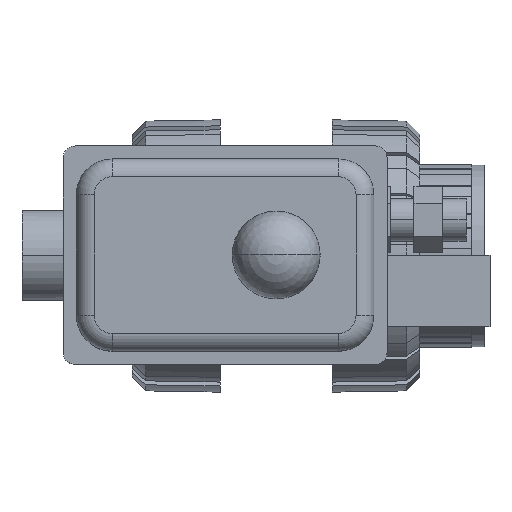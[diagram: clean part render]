
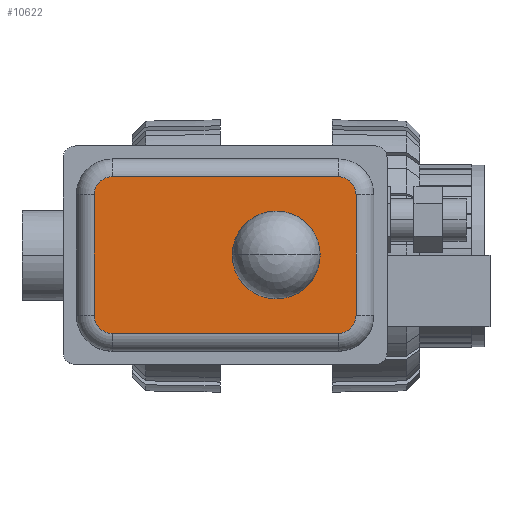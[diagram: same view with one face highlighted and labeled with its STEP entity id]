
A CAD part, top view. The second image highlights one B-rep face of the part: STEP entity #10622.
In plain terms, the highlighted planar face has unit normal (0, 0, 1).
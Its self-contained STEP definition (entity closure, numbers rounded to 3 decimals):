
#5016=EDGE_CURVE('',#7904,#11026,#12902,.T.);
#6262=VERTEX_POINT('',#14275);
#6420=EDGE_CURVE('',#9850,#10028,#14449,.T.);
#6704=EDGE_CURVE('',#10028,#11704,#14765,.T.);
#6756=EDGE_CURVE('',#10296,#7904,#14824,.T.);
#7390=VERTEX_POINT('',#15531);
#7904=VERTEX_POINT('',#16082);
#8576=EDGE_CURVE('',#11026,#6262,#16809,.T.);
#8976=VERTEX_POINT('',#17240);
#8996=VERTEX_POINT('',#17263);
#9478=EDGE_CURVE('',#7390,#8996,#17794,.T.);
#9850=VERTEX_POINT('',#18190);
#10028=VERTEX_POINT('',#18388);
#10296=VERTEX_POINT('',#18697);
#10606=EDGE_CURVE('',#6262,#8976,#19038,.T.);
#10622=ADVANCED_FACE('',(#19057,#19058),#19059,.T.);
#11026=VERTEX_POINT('',#19500);
#11328=EDGE_CURVE('',#11704,#10296,#19828,.T.);
#11518=EDGE_CURVE('',#8996,#7390,#20029,.T.);
#11696=EDGE_CURVE('',#9850,#8976,#20223,.T.);
#11704=VERTEX_POINT('',#20232);
#12902=CIRCLE('',#22336,7.5);
#14275=CARTESIAN_POINT('',(-76.6,25.45,302.001));
#14449=CIRCLE('',#25015,7.5);
#14765=LINE('',#25486,#25487);
#14824=LINE('',#25556,#25557);
#15531=CARTESIAN_POINT('',(5.0,0.,302.001));
#16082=CARTESIAN_POINT('',(-69.1,-32.95,302.001));
#16809=LINE('',#28905,#28906);
#17240=CARTESIAN_POINT('',(-69.1,32.95,302.001));
#17263=CARTESIAN_POINT('',(-5.0,0.,302.001));
#17794=CIRCLE('',#30578,5.0);
#18190=CARTESIAN_POINT('',(26.1,32.95,302.001));
#18388=CARTESIAN_POINT('',(33.6,25.45,302.001));
#18697=CARTESIAN_POINT('',(26.1,-32.95,302.001));
#19038=CIRCLE('',#32654,7.5);
#19057=FACE_BOUND('',#32676,.T.);
#19058=FACE_OUTER_BOUND('',#32677,.T.);
#19059=PLANE('',#32678);
#19500=CARTESIAN_POINT('',(-76.6,-25.45,302.001));
#19828=CIRCLE('',#33931,7.5);
#20029=CIRCLE('',#34326,5.0);
#20223=LINE('',#34667,#34668);
#20232=CARTESIAN_POINT('',(33.6,-25.45,302.001));
#22336=AXIS2_PLACEMENT_3D('',#35966,#35967,#35968);
#25015=AXIS2_PLACEMENT_3D('',#37724,#37725,#37726);
#25486=CARTESIAN_POINT('',(33.6,25.45,302.001));
#25487=VECTOR('',#38032,1.0);
#25556=CARTESIAN_POINT('',(26.1,-32.95,302.001));
#25557=VECTOR('',#38095,1.0);
#28905=CARTESIAN_POINT('',(-76.6,-25.45,302.001));
#28906=VECTOR('',#40315,1.0);
#30578=AXIS2_PLACEMENT_3D('',#41452,#41453,#41454);
#32654=AXIS2_PLACEMENT_3D('',#43049,#43050,#43051);
#32676=EDGE_LOOP('',(#43084,#43085));
#32677=EDGE_LOOP('',(#43086,#43087,#43088,#43089,#43090,#43091,#43092,#43093));
#32678=AXIS2_PLACEMENT_3D('',#43094,#43095,#43096);
#33931=AXIS2_PLACEMENT_3D('',#43908,#43909,#43910);
#34326=AXIS2_PLACEMENT_3D('',#44084,#44085,#44086);
#34667=CARTESIAN_POINT('',(26.1,32.95,302.001));
#34668=VECTOR('',#44305,1.0);
#35966=CARTESIAN_POINT('',(-69.1,-25.45,302.001));
#35967=DIRECTION('',(0.0,0.0,-1.0));
#35968=DIRECTION('',(-1.0,0.0,0.0));
#37724=CARTESIAN_POINT('',(26.1,25.45,302.001));
#37725=DIRECTION('',(0.0,0.0,-1.0));
#37726=DIRECTION('',(-1.0,0.0,0.0));
#38032=DIRECTION('',(0.0,-1.0,0.0));
#38095=DIRECTION('',(-1.0,0.0,0.0));
#40315=DIRECTION('',(0.0,1.0,0.0));
#41452=CARTESIAN_POINT('',(0.0,0.0,302.001));
#41453=DIRECTION('',(-0.0,0.0,-1.0));
#41454=DIRECTION('',(-1.0,0.0,0.0));
#43049=CARTESIAN_POINT('',(-69.1,25.45,302.001));
#43050=DIRECTION('',(0.0,0.0,-1.0));
#43051=DIRECTION('',(-1.0,0.0,0.0));
#43084=ORIENTED_EDGE('',*,*,#9478,.T.);
#43085=ORIENTED_EDGE('',*,*,#11518,.T.);
#43086=ORIENTED_EDGE('',*,*,#5016,.F.);
#43087=ORIENTED_EDGE('',*,*,#6756,.F.);
#43088=ORIENTED_EDGE('',*,*,#11328,.F.);
#43089=ORIENTED_EDGE('',*,*,#6704,.F.);
#43090=ORIENTED_EDGE('',*,*,#6420,.F.);
#43091=ORIENTED_EDGE('',*,*,#11696,.T.);
#43092=ORIENTED_EDGE('',*,*,#10606,.F.);
#43093=ORIENTED_EDGE('',*,*,#8576,.F.);
#43094=CARTESIAN_POINT('',(-72.85,25.45,302.001));
#43095=DIRECTION('',(0.0,0.0,1.0));
#43096=DIRECTION('',(1.0,0.0,0.0));
#43908=CARTESIAN_POINT('',(26.1,-25.45,302.001));
#43909=DIRECTION('',(0.0,0.0,-1.0));
#43910=DIRECTION('',(-1.0,0.0,0.0));
#44084=CARTESIAN_POINT('',(0.0,0.0,302.001));
#44085=DIRECTION('',(-0.0,0.0,-1.0));
#44086=DIRECTION('',(-1.0,0.0,0.0));
#44305=DIRECTION('',(-1.0,0.0,0.0));
